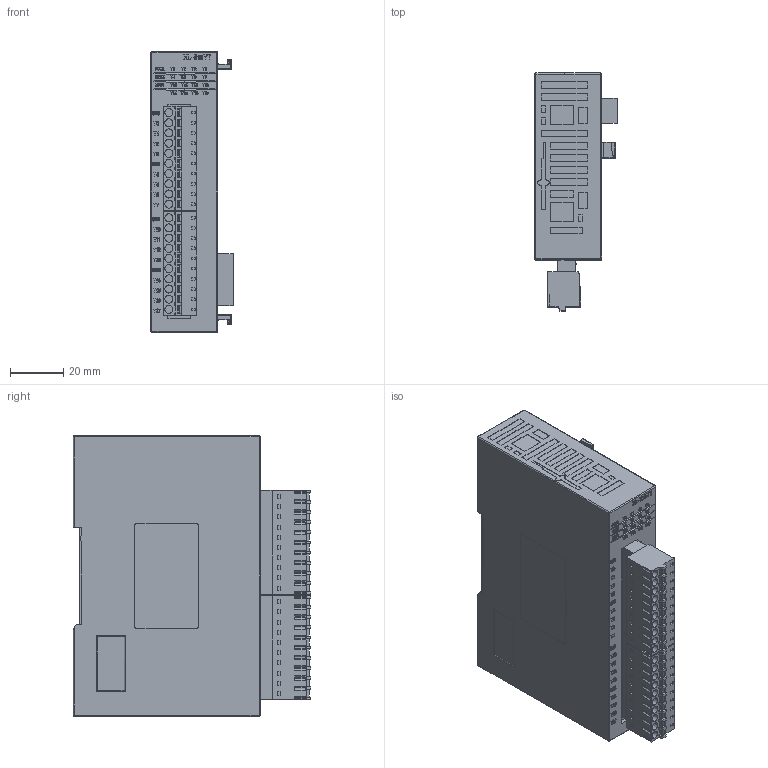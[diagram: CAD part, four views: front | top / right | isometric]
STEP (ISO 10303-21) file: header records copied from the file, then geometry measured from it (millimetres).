
FILE_DESCRIPTION(/* description */ (''),/* implementation_level */ '2;1');
FILE_NAME(/* name */ 'XL-E16YT',/* time_stamp */ '2022-08-13T16:00:11+08:00',/* author */ (''),/* organization */ (''),/* preprocessor_version */ 'ST-DEVELOPER v16.5',/* originating_system */ '',/* authorisation */ '');
FILE_SCHEMA (('CONFIG_CONTROL_DESIGN'));
Products named in the file (1): Document
Bounding box: 30.8 x 88.99 x 105 mm (x, y, z)
Volume: 195160.3 mm3; surface area: 32418.9 mm2
Topology: 110 solids, 110 shells, 3196 faces, 8360 edges, 5526 vertices
Faces by surface type: plane 2309, bspline 734, cylinder 153
Entity records: 103418 total; most frequent: CARTESIAN_POINT 46411, ORIENTED_EDGE 16718, EDGE_CURVE 8359, B_SPLINE_CURVE_WITH_KNOTS 8046, VERTEX_POINT 5526, EDGE_LOOP 3379, ADVANCED_FACE 3196, FACE_OUTER_BOUND 3196
